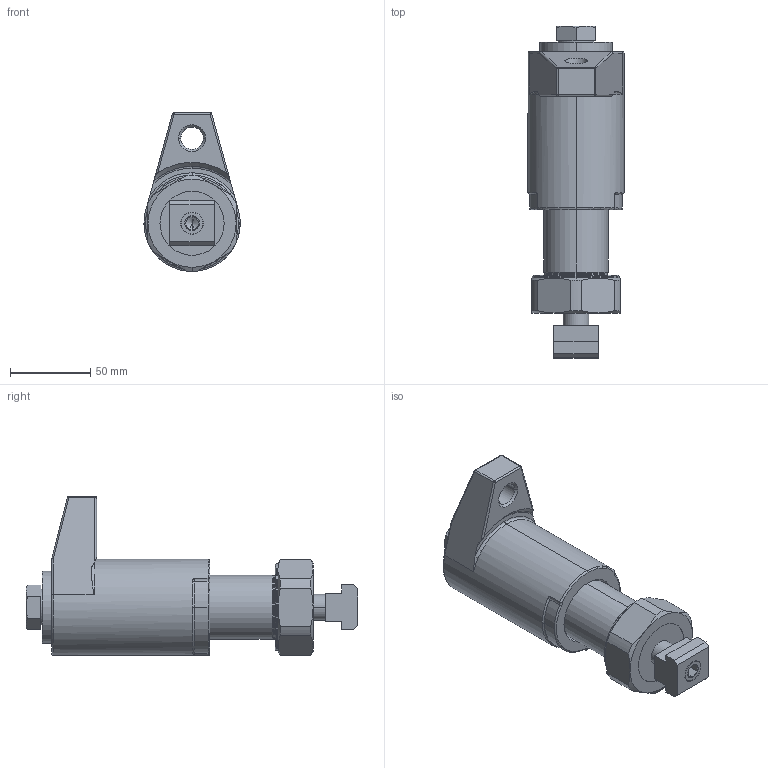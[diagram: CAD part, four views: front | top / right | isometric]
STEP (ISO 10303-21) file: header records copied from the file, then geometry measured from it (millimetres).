
FILE_DESCRIPTION (( 'STEP AP214' ), '1' );
FILE_NAME ('23310.0067_135mm.STEP', '2023-06-14T12:00:41', ( '' ), ( '' ), 'SwSTEP 2.0', 'SolidWorks 2021', '' );
FILE_SCHEMA (( 'AUTOMOTIVE_DESIGN' ));
Length unit declared in the file: millimetre
Products named in the file (1): 23310.0067_135mm
Bounding box: 59.94 x 207 x 99 mm (x, y, z)
Volume: 449064.4 mm3; surface area: 47055.4 mm2
Topology: 1 solids, 1 shells, 166 faces, 383 edges, 226 vertices
Faces by surface type: plane 52, cylinder 47, cone 36, torus 27, sphere 4
Entity records: 6765 total; most frequent: CARTESIAN_POINT 1183, DIRECTION 827, ORIENTED_EDGE 758, EDGE_CURVE 379, AXIS2_PLACEMENT_3D 340, VERTEX_POINT 226, EDGE_LOOP 179, CIRCLE 173
